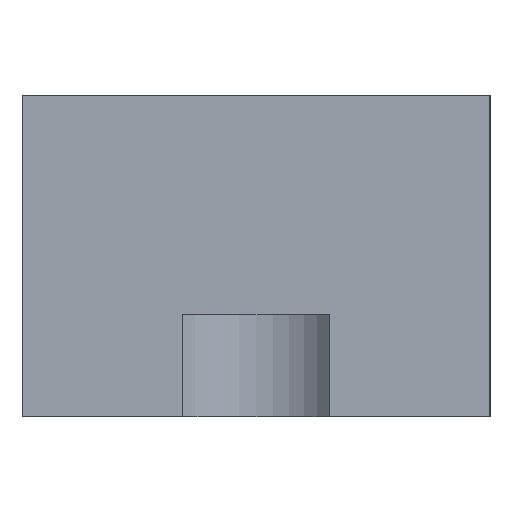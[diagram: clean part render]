
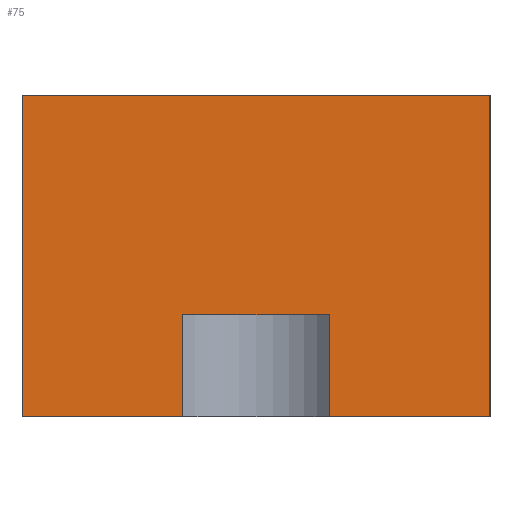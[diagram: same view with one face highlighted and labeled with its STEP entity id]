
A CAD part, left-side view. The second image highlights one B-rep face of the part: STEP entity #75.
In plain terms, the highlighted planar face has unit normal (-1, 0, 0).
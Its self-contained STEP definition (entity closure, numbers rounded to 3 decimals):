
#75 = ADVANCED_FACE( '', ( #92 ), #93, .T. );
#92 = FACE_OUTER_BOUND( '', #125, .T. );
#93 = PLANE( '', #126 );
#125 = EDGE_LOOP( '', ( #158, #159, #160, #161, #162, #163, #164, #165 ) );
#126 = AXIS2_PLACEMENT_3D( '', #166, #167, #168 );
#158 = ORIENTED_EDGE( '', *, *, #292, .T. );
#159 = ORIENTED_EDGE( '', *, *, #293, .T. );
#160 = ORIENTED_EDGE( '', *, *, #294, .F. );
#161 = ORIENTED_EDGE( '', *, *, #295, .F. );
#162 = ORIENTED_EDGE( '', *, *, #296, .T. );
#163 = ORIENTED_EDGE( '', *, *, #297, .T. );
#164 = ORIENTED_EDGE( '', *, *, #298, .F. );
#165 = ORIENTED_EDGE( '', *, *, #299, .F. );
#166 = CARTESIAN_POINT( '', ( -33.072, 16., 22. ) );
#167 = DIRECTION( '', ( -1., 0., 0. ) );
#168 = DIRECTION( '', ( 0., 0., 1. ) );
#292 = EDGE_CURVE( '', #335, #336, #337, .T. );
#293 = EDGE_CURVE( '', #336, #338, #339, .T. );
#294 = EDGE_CURVE( '', #340, #338, #341, .T. );
#295 = EDGE_CURVE( '', #342, #340, #343, .T. );
#296 = EDGE_CURVE( '', #342, #344, #345, .T. );
#297 = EDGE_CURVE( '', #344, #346, #347, .T. );
#298 = EDGE_CURVE( '', #348, #346, #349, .T. );
#299 = EDGE_CURVE( '', #335, #348, #350, .T. );
#335 = VERTEX_POINT( '', #406 );
#336 = VERTEX_POINT( '', #407 );
#337 = LINE( '', #408, #409 );
#338 = VERTEX_POINT( '', #410 );
#339 = LINE( '', #411, #412 );
#340 = VERTEX_POINT( '', #413 );
#341 = LINE( '', #414, #415 );
#342 = VERTEX_POINT( '', #416 );
#343 = LINE( '', #417, #418 );
#344 = VERTEX_POINT( '', #419 );
#345 = LINE( '', #420, #421 );
#346 = VERTEX_POINT( '', #422 );
#347 = LINE( '', #423, #424 );
#348 = VERTEX_POINT( '', #425 );
#349 = LINE( '', #426, #427 );
#350 = LINE( '', #428, #429 );
#406 = CARTESIAN_POINT( '', ( -33.072, 5., 7. ) );
#407 = CARTESIAN_POINT( '', ( -33.072, -5., 7. ) );
#408 = CARTESIAN_POINT( '', ( -33.072, 5., 7. ) );
#409 = VECTOR( '', #514, 1000. );
#410 = CARTESIAN_POINT( '', ( -33.072, -5., 0. ) );
#411 = CARTESIAN_POINT( '', ( -33.072, -5., 7. ) );
#412 = VECTOR( '', #515, 1000. );
#413 = CARTESIAN_POINT( '', ( -33.072, -16., 0. ) );
#414 = CARTESIAN_POINT( '', ( -33.072, 16., 0. ) );
#415 = VECTOR( '', #516, 1000. );
#416 = CARTESIAN_POINT( '', ( -33.072, -16., 22. ) );
#417 = CARTESIAN_POINT( '', ( -33.072, -16., 22. ) );
#418 = VECTOR( '', #517, 1000. );
#419 = CARTESIAN_POINT( '', ( -33.072, 16., 22. ) );
#420 = CARTESIAN_POINT( '', ( -33.072, 16., 22. ) );
#421 = VECTOR( '', #518, 1000. );
#422 = CARTESIAN_POINT( '', ( -33.072, 16., 0. ) );
#423 = CARTESIAN_POINT( '', ( -33.072, 16., 22. ) );
#424 = VECTOR( '', #519, 1000. );
#425 = CARTESIAN_POINT( '', ( -33.072, 5., 0. ) );
#426 = CARTESIAN_POINT( '', ( -33.072, 16., 0. ) );
#427 = VECTOR( '', #520, 1000. );
#428 = CARTESIAN_POINT( '', ( -33.072, 5., 7. ) );
#429 = VECTOR( '', #521, 1000. );
#514 = DIRECTION( '', ( 0., -1., 0. ) );
#515 = DIRECTION( '', ( 0., 0., -1. ) );
#516 = DIRECTION( '', ( 0., 1., 0. ) );
#517 = DIRECTION( '', ( 0., 0., -1. ) );
#518 = DIRECTION( '', ( 0., 1., 0. ) );
#519 = DIRECTION( '', ( 0., 0., -1. ) );
#520 = DIRECTION( '', ( 0., 1., 0. ) );
#521 = DIRECTION( '', ( 0., 0., -1. ) );
